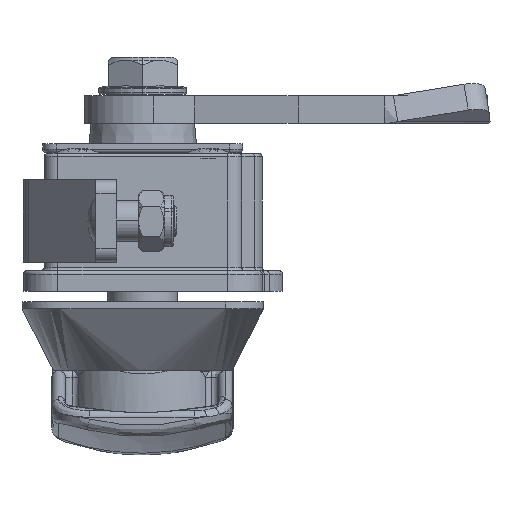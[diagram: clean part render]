
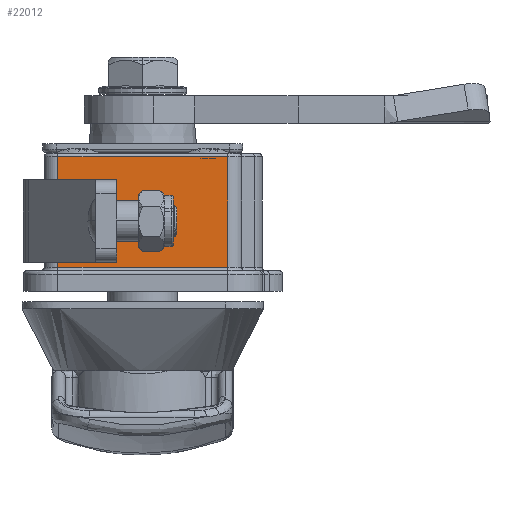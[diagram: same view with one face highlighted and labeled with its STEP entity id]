
A CAD part, left-side view. The second image highlights one B-rep face of the part: STEP entity #22012.
In plain terms, the highlighted planar face has unit normal (-1, 0, 0).
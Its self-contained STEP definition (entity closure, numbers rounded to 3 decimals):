
#566 = DIRECTION ( 'NONE',  ( 1., 0., 0. ) ) ;
#765 = DIRECTION ( 'NONE',  ( 0., -1., 0. ) ) ;
#2616 = CARTESIAN_POINT ( 'NONE',  ( -76.8, -37.7, 5. ) ) ;
#3603 = VECTOR ( 'NONE', #765, 1000. ) ;
#3900 = CARTESIAN_POINT ( 'NONE',  ( -76.8, -62.3, 21. ) ) ;
#7234 = ORIENTED_EDGE ( 'NONE', *, *, #12353, .F. ) ;
#9190 = CARTESIAN_POINT ( 'NONE',  ( -76.8, -37.7, 21.5 ) ) ;
#9654 = EDGE_CURVE ( 'NONE', #42346, #28156, #31238, .T. ) ;
#10700 = CARTESIAN_POINT ( 'NONE',  ( -76.8, -62.3, 5. ) ) ;
#12353 = EDGE_CURVE ( 'NONE', #37569, #42346, #15419, .T. ) ;
#12936 = EDGE_CURVE ( 'NONE', #28156, #21094, #18879, .T. ) ;
#15419 = LINE ( 'NONE', #42283, #38669 ) ;
#17323 = DIRECTION ( 'NONE',  ( 0., 0., 1. ) ) ;
#17528 = LINE ( 'NONE', #30530, #3603 ) ;
#18500 = DIRECTION ( 'NONE',  ( 0., 0., -1. ) ) ;
#18666 = DIRECTION ( 'NONE',  ( 0., 0., 1. ) ) ;
#18879 = LINE ( 'NONE', #9190, #38706 ) ;
#20168 = FACE_OUTER_BOUND ( 'NONE', #28612, .T. ) ;
#21094 = VERTEX_POINT ( 'NONE', #32908 ) ;
#22012 = ADVANCED_FACE ( 'NONE', ( #20168 ), #40444, .F. ) ;
#24178 = CARTESIAN_POINT ( 'NONE',  ( -76.8, -35.7, 5. ) ) ;
#28156 = VERTEX_POINT ( 'NONE', #2616 ) ;
#28612 = EDGE_LOOP ( 'NONE', ( #43259, #7234, #40038, #41230 ) ) ;
#28711 = EDGE_CURVE ( 'NONE', #21094, #37569, #17528, .T. ) ;
#30530 = CARTESIAN_POINT ( 'NONE',  ( -76.8, -64.5, 21. ) ) ;
#31238 = LINE ( 'NONE', #24178, #39307 ) ;
#32908 = CARTESIAN_POINT ( 'NONE',  ( -76.8, -37.7, 21. ) ) ;
#37569 = VERTEX_POINT ( 'NONE', #3900 ) ;
#38669 = VECTOR ( 'NONE', #18500, 1000. ) ;
#38706 = VECTOR ( 'NONE', #18666, 1000. ) ;
#39307 = VECTOR ( 'NONE', #41134, 1000. ) ;
#40038 = ORIENTED_EDGE ( 'NONE', *, *, #28711, .F. ) ;
#40444 = PLANE ( 'NONE',  #41764 ) ;
#41134 = DIRECTION ( 'NONE',  ( 0., 1., 0. ) ) ;
#41230 = ORIENTED_EDGE ( 'NONE', *, *, #12936, .F. ) ;
#41298 = CARTESIAN_POINT ( 'NONE',  ( -76.8, -35.7, 21.5 ) ) ;
#41764 = AXIS2_PLACEMENT_3D ( 'NONE', #41298, #566, #17323 ) ;
#42283 = CARTESIAN_POINT ( 'NONE',  ( -76.8, -62.3, 21.5 ) ) ;
#42346 = VERTEX_POINT ( 'NONE', #10700 ) ;
#43259 = ORIENTED_EDGE ( 'NONE', *, *, #9654, .F. ) ;
